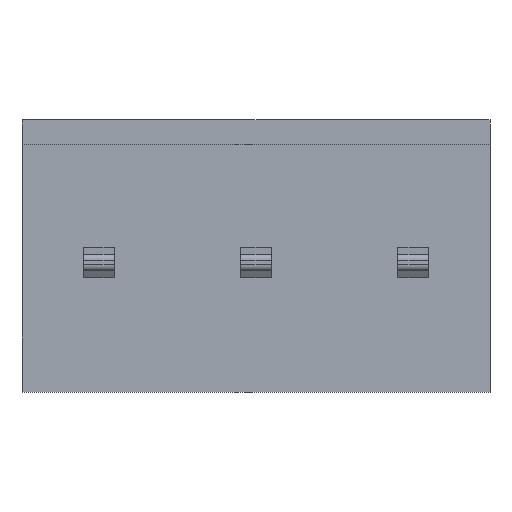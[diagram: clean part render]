
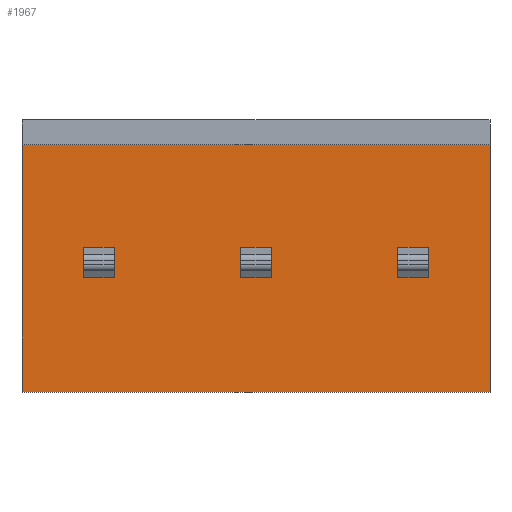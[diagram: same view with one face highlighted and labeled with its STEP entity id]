
A CAD part, front view. The second image highlights one B-rep face of the part: STEP entity #1967.
In plain terms, the highlighted planar face has unit normal (0, -1, 0).
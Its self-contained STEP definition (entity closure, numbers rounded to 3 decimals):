
#60 = ORIENTED_EDGE ( 'NONE', *, *, #5292, .T. ) ;
#67 = VERTEX_POINT ( 'NONE', #1198 ) ;
#113 = ORIENTED_EDGE ( 'NONE', *, *, #4036, .T. ) ;
#117 = CARTESIAN_POINT ( 'NONE',  ( 2.985, 0., -3.31 ) ) ;
#156 = EDGE_CURVE ( 'NONE', #4110, #1318, #3215, .T. ) ;
#252 = VERTEX_POINT ( 'NONE', #3652 ) ;
#264 = ORIENTED_EDGE ( 'NONE', *, *, #938, .F. ) ;
#314 = CARTESIAN_POINT ( 'NONE',  ( 7.065, 0., -3.31 ) ) ;
#339 = EDGE_LOOP ( 'NONE', ( #4472, #113, #60, #264 ) ) ;
#420 = CARTESIAN_POINT ( 'NONE',  ( 15.13, 0., 0. ) ) ;
#472 = CARTESIAN_POINT ( 'NONE',  ( 0., 0., 0. ) ) ;
#546 = VECTOR ( 'NONE', #1243, 1000. ) ;
#591 = EDGE_CURVE ( 'NONE', #3864, #252, #2072, .T. ) ;
#630 = VERTEX_POINT ( 'NONE', #4761 ) ;
#644 = CARTESIAN_POINT ( 'NONE',  ( 15.13, 0., 0. ) ) ;
#676 = CARTESIAN_POINT ( 'NONE',  ( 1.985, 0., -4.31 ) ) ;
#745 = LINE ( 'NONE', #4103, #1604 ) ;
#813 = CARTESIAN_POINT ( 'NONE',  ( 1.985, 0., -3.31 ) ) ;
#843 = CARTESIAN_POINT ( 'NONE',  ( 8.065, 0., -3.31 ) ) ;
#879 = DIRECTION ( 'NONE',  ( 0., 0., 1. ) ) ;
#938 = EDGE_CURVE ( 'NONE', #3865, #1080, #2302, .T. ) ;
#974 = DIRECTION ( 'NONE',  ( -1., 0., 0. ) ) ;
#980 = CARTESIAN_POINT ( 'NONE',  ( 15.13, 0., -8. ) ) ;
#991 = VERTEX_POINT ( 'NONE', #2396 ) ;
#1003 = VERTEX_POINT ( 'NONE', #2359 ) ;
#1058 = DIRECTION ( 'NONE',  ( -1., 0., 0. ) ) ;
#1080 = VERTEX_POINT ( 'NONE', #2098 ) ;
#1185 = CARTESIAN_POINT ( 'NONE',  ( 8.065, 0., -3.31 ) ) ;
#1198 = CARTESIAN_POINT ( 'NONE',  ( 2.985, 0., -4.31 ) ) ;
#1243 = DIRECTION ( 'NONE',  ( -1., 0., 0. ) ) ;
#1251 = CARTESIAN_POINT ( 'NONE',  ( 12.145, 0., -3.31 ) ) ;
#1280 = AXIS2_PLACEMENT_3D ( 'NONE', #4869, #4424, #4630 ) ;
#1318 = VERTEX_POINT ( 'NONE', #1433 ) ;
#1319 = LINE ( 'NONE', #813, #2452 ) ;
#1332 = DIRECTION ( 'NONE',  ( -1., 0., 0. ) ) ;
#1365 = VERTEX_POINT ( 'NONE', #1251 ) ;
#1433 = CARTESIAN_POINT ( 'NONE',  ( 0., 0., -8. ) ) ;
#1458 = EDGE_CURVE ( 'NONE', #5170, #1318, #4143, .T. ) ;
#1494 = VECTOR ( 'NONE', #3603, 1000. ) ;
#1582 = CARTESIAN_POINT ( 'NONE',  ( 13.145, 0., -4.31 ) ) ;
#1592 = ORIENTED_EDGE ( 'NONE', *, *, #1458, .F. ) ;
#1604 = VECTOR ( 'NONE', #2037, 1000. ) ;
#1682 = EDGE_CURVE ( 'NONE', #67, #3789, #3622, .T. ) ;
#1862 = ORIENTED_EDGE ( 'NONE', *, *, #2722, .T. ) ;
#1897 = DIRECTION ( 'NONE',  ( 0., 0., -1. ) ) ;
#1903 = EDGE_CURVE ( 'NONE', #252, #1365, #2657, .T. ) ;
#1939 = LINE ( 'NONE', #2174, #5079 ) ;
#1940 = ORIENTED_EDGE ( 'NONE', *, *, #591, .T. ) ;
#1967 = ADVANCED_FACE ( 'NONE', ( #2411, #2651, #2440, #2417 ), #4926, .F. ) ;
#2006 = VECTOR ( 'NONE', #5332, 1000. ) ;
#2007 = LINE ( 'NONE', #843, #5146 ) ;
#2037 = DIRECTION ( 'NONE',  ( 0., 0., -1. ) ) ;
#2040 = CARTESIAN_POINT ( 'NONE',  ( 0., 0., 0. ) ) ;
#2072 = LINE ( 'NONE', #5118, #2006 ) ;
#2087 = ORIENTED_EDGE ( 'NONE', *, *, #3713, .T. ) ;
#2092 = CARTESIAN_POINT ( 'NONE',  ( 15.13, 0., -8. ) ) ;
#2098 = CARTESIAN_POINT ( 'NONE',  ( 7.065, 0., -4.31 ) ) ;
#2148 = VECTOR ( 'NONE', #2956, 1000. ) ;
#2174 = CARTESIAN_POINT ( 'NONE',  ( 2.985, 0., -3.31 ) ) ;
#2261 = LINE ( 'NONE', #3827, #5133 ) ;
#2294 = VECTOR ( 'NONE', #1897, 1000. ) ;
#2302 = LINE ( 'NONE', #4095, #3484 ) ;
#2359 = CARTESIAN_POINT ( 'NONE',  ( 8.065, 0., -4.31 ) ) ;
#2396 = CARTESIAN_POINT ( 'NONE',  ( 8.065, 0., -3.31 ) ) ;
#2411 = FACE_BOUND ( 'NONE', #339, .T. ) ;
#2417 = FACE_OUTER_BOUND ( 'NONE', #3878, .T. ) ;
#2440 = FACE_BOUND ( 'NONE', #2565, .T. ) ;
#2452 = VECTOR ( 'NONE', #879, 1000. ) ;
#2492 = VECTOR ( 'NONE', #1058, 1000. ) ;
#2565 = EDGE_LOOP ( 'NONE', ( #1940, #2999, #5063, #4941 ) ) ;
#2604 = ORIENTED_EDGE ( 'NONE', *, *, #1682, .T. ) ;
#2619 = VECTOR ( 'NONE', #3161, 1000. ) ;
#2641 = EDGE_LOOP ( 'NONE', ( #2604, #1862, #2087, #3401 ) ) ;
#2651 = FACE_BOUND ( 'NONE', #2641, .T. ) ;
#2657 = LINE ( 'NONE', #4920, #2684 ) ;
#2684 = VECTOR ( 'NONE', #4453, 1000. ) ;
#2722 = EDGE_CURVE ( 'NONE', #3789, #3727, #1319, .T. ) ;
#2737 = CARTESIAN_POINT ( 'NONE',  ( 2.985, 0., -3.31 ) ) ;
#2783 = EDGE_CURVE ( 'NONE', #991, #3865, #4795, .T. ) ;
#2956 = DIRECTION ( 'NONE',  ( 0., 0., -1. ) ) ;
#2999 = ORIENTED_EDGE ( 'NONE', *, *, #1903, .T. ) ;
#3011 = LINE ( 'NONE', #3608, #1494 ) ;
#3109 = VERTEX_POINT ( 'NONE', #117 ) ;
#3136 = LINE ( 'NONE', #420, #2148 ) ;
#3161 = DIRECTION ( 'NONE',  ( 1., 0., 0. ) ) ;
#3180 = CARTESIAN_POINT ( 'NONE',  ( 1.985, 0., -3.31 ) ) ;
#3215 = LINE ( 'NONE', #2040, #2294 ) ;
#3275 = EDGE_CURVE ( 'NONE', #1365, #4431, #3011, .T. ) ;
#3388 = VECTOR ( 'NONE', #3595, 1000. ) ;
#3401 = ORIENTED_EDGE ( 'NONE', *, *, #4680, .T. ) ;
#3484 = VECTOR ( 'NONE', #3916, 1000. ) ;
#3578 = CARTESIAN_POINT ( 'NONE',  ( 2.985, 0., -4.31 ) ) ;
#3595 = DIRECTION ( 'NONE',  ( -1., 0., 0. ) ) ;
#3603 = DIRECTION ( 'NONE',  ( 1., 0., 0. ) ) ;
#3608 = CARTESIAN_POINT ( 'NONE',  ( 13.145, 0., -3.31 ) ) ;
#3622 = LINE ( 'NONE', #3578, #3388 ) ;
#3630 = ORIENTED_EDGE ( 'NONE', *, *, #156, .T. ) ;
#3652 = CARTESIAN_POINT ( 'NONE',  ( 12.145, 0., -4.31 ) ) ;
#3713 = EDGE_CURVE ( 'NONE', #3727, #3109, #4765, .T. ) ;
#3727 = VERTEX_POINT ( 'NONE', #3180 ) ;
#3738 = EDGE_CURVE ( 'NONE', #630, #4110, #4643, .T. ) ;
#3789 = VERTEX_POINT ( 'NONE', #676 ) ;
#3827 = CARTESIAN_POINT ( 'NONE',  ( 8.065, 0., -4.31 ) ) ;
#3864 = VERTEX_POINT ( 'NONE', #1582 ) ;
#3865 = VERTEX_POINT ( 'NONE', #314 ) ;
#3878 = EDGE_LOOP ( 'NONE', ( #3630, #1592, #5243, #5166 ) ) ;
#3916 = DIRECTION ( 'NONE',  ( 0., 0., -1. ) ) ;
#4030 = EDGE_CURVE ( 'NONE', #630, #5170, #3136, .T. ) ;
#4036 = EDGE_CURVE ( 'NONE', #991, #1003, #2007, .T. ) ;
#4095 = CARTESIAN_POINT ( 'NONE',  ( 7.065, 0., -3.31 ) ) ;
#4103 = CARTESIAN_POINT ( 'NONE',  ( 13.145, 0., -3.31 ) ) ;
#4110 = VERTEX_POINT ( 'NONE', #472 ) ;
#4117 = VECTOR ( 'NONE', #974, 1000. ) ;
#4143 = LINE ( 'NONE', #980, #4117 ) ;
#4162 = DIRECTION ( 'NONE',  ( 0., 0., -1. ) ) ;
#4221 = DIRECTION ( 'NONE',  ( 0., 0., -1. ) ) ;
#4424 = DIRECTION ( 'NONE',  ( 0., 1., 0. ) ) ;
#4431 = VERTEX_POINT ( 'NONE', #4447 ) ;
#4447 = CARTESIAN_POINT ( 'NONE',  ( 13.145, 0., -3.31 ) ) ;
#4453 = DIRECTION ( 'NONE',  ( 0., 0., 1. ) ) ;
#4472 = ORIENTED_EDGE ( 'NONE', *, *, #2783, .F. ) ;
#4518 = EDGE_CURVE ( 'NONE', #4431, #3864, #745, .T. ) ;
#4630 = DIRECTION ( 'NONE',  ( 0., 0., 1. ) ) ;
#4643 = LINE ( 'NONE', #644, #2492 ) ;
#4680 = EDGE_CURVE ( 'NONE', #3109, #67, #1939, .T. ) ;
#4761 = CARTESIAN_POINT ( 'NONE',  ( 15.13, 0., 0. ) ) ;
#4765 = LINE ( 'NONE', #2737, #2619 ) ;
#4795 = LINE ( 'NONE', #1185, #546 ) ;
#4869 = CARTESIAN_POINT ( 'NONE',  ( 15.13, 0., 0. ) ) ;
#4920 = CARTESIAN_POINT ( 'NONE',  ( 12.145, 0., -3.31 ) ) ;
#4926 = PLANE ( 'NONE',  #1280 ) ;
#4941 = ORIENTED_EDGE ( 'NONE', *, *, #4518, .T. ) ;
#5063 = ORIENTED_EDGE ( 'NONE', *, *, #3275, .T. ) ;
#5079 = VECTOR ( 'NONE', #4221, 1000. ) ;
#5118 = CARTESIAN_POINT ( 'NONE',  ( 13.145, 0., -4.31 ) ) ;
#5133 = VECTOR ( 'NONE', #1332, 1000. ) ;
#5146 = VECTOR ( 'NONE', #4162, 1000. ) ;
#5166 = ORIENTED_EDGE ( 'NONE', *, *, #3738, .T. ) ;
#5170 = VERTEX_POINT ( 'NONE', #2092 ) ;
#5243 = ORIENTED_EDGE ( 'NONE', *, *, #4030, .F. ) ;
#5292 = EDGE_CURVE ( 'NONE', #1003, #1080, #2261, .T. ) ;
#5332 = DIRECTION ( 'NONE',  ( -1., 0., 0. ) ) ;
